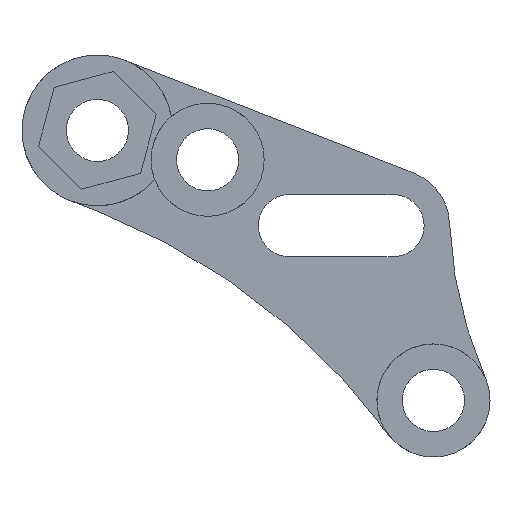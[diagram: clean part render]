
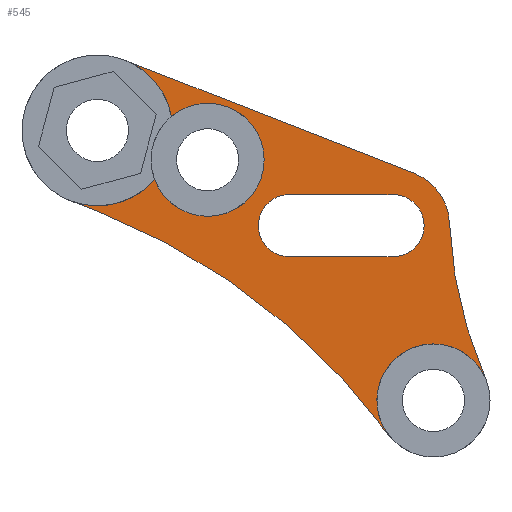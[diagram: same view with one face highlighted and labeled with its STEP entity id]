
A CAD part, left-side view. The second image highlights one B-rep face of the part: STEP entity #545.
In plain terms, the highlighted planar face has unit normal (-1, 0, 0).
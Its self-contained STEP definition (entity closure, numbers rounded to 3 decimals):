
#21=FACE_BOUND('',#94,.T.);
#36=PLANE('',#612);
#58=FACE_OUTER_BOUND('',#93,.T.);
#93=EDGE_LOOP('',(#452,#453,#454,#455,#456,#457,#458,#459,#460,#461));
#94=EDGE_LOOP('',(#462,#463,#464,#465));
#111=LINE('',#817,#156);
#140=LINE('',#924,#185);
#141=LINE('',#932,#186);
#142=LINE('',#936,#187);
#156=VECTOR('',#646,10.);
#185=VECTOR('',#753,10.);
#186=VECTOR('',#760,10.);
#187=VECTOR('',#763,10.);
#200=CIRCLE('',#574,35.);
#202=CIRCLE('',#578,23.);
#205=CIRCLE('',#582,3.);
#223=CIRCLE('',#613,4.);
#224=CIRCLE('',#614,3.);
#225=CIRCLE('',#615,4.);
#226=CIRCLE('',#616,3.);
#227=CIRCLE('',#617,3.);
#228=CIRCLE('',#618,1.65);
#229=CIRCLE('',#619,1.65);
#234=VERTEX_POINT('',#810);
#235=VERTEX_POINT('',#812);
#236=VERTEX_POINT('',#816);
#240=VERTEX_POINT('',#825);
#241=VERTEX_POINT('',#827);
#273=VERTEX_POINT('',#919);
#274=VERTEX_POINT('',#921);
#275=VERTEX_POINT('',#923);
#276=VERTEX_POINT('',#925);
#277=VERTEX_POINT('',#927);
#278=VERTEX_POINT('',#930);
#279=VERTEX_POINT('',#931);
#280=VERTEX_POINT('',#933);
#281=VERTEX_POINT('',#935);
#286=EDGE_CURVE('',#234,#235,#200,.T.);
#288=EDGE_CURVE('',#236,#235,#111,.T.);
#293=EDGE_CURVE('',#241,#240,#202,.F.);
#298=EDGE_CURVE('',#241,#234,#205,.T.);
#339=EDGE_CURVE('',#273,#236,#223,.T.);
#340=EDGE_CURVE('',#240,#274,#224,.T.);
#341=EDGE_CURVE('',#274,#275,#140,.T.);
#342=EDGE_CURVE('',#275,#276,#225,.T.);
#343=EDGE_CURVE('',#276,#277,#226,.T.);
#344=EDGE_CURVE('',#277,#273,#227,.T.);
#345=EDGE_CURVE('',#278,#279,#141,.T.);
#346=EDGE_CURVE('',#279,#280,#228,.T.);
#347=EDGE_CURVE('',#280,#281,#142,.T.);
#348=EDGE_CURVE('',#281,#278,#229,.T.);
#452=ORIENTED_EDGE('',*,*,#339,.T.);
#453=ORIENTED_EDGE('',*,*,#288,.T.);
#454=ORIENTED_EDGE('',*,*,#286,.F.);
#455=ORIENTED_EDGE('',*,*,#298,.F.);
#456=ORIENTED_EDGE('',*,*,#293,.T.);
#457=ORIENTED_EDGE('',*,*,#340,.T.);
#458=ORIENTED_EDGE('',*,*,#341,.T.);
#459=ORIENTED_EDGE('',*,*,#342,.T.);
#460=ORIENTED_EDGE('',*,*,#343,.T.);
#461=ORIENTED_EDGE('',*,*,#344,.T.);
#462=ORIENTED_EDGE('',*,*,#345,.T.);
#463=ORIENTED_EDGE('',*,*,#346,.T.);
#464=ORIENTED_EDGE('',*,*,#347,.T.);
#465=ORIENTED_EDGE('',*,*,#348,.T.);
#545=ADVANCED_FACE('',(#58,#21),#36,.F.);
#574=AXIS2_PLACEMENT_3D('',#813,#641,#642);
#578=AXIS2_PLACEMENT_3D('',#828,#654,#655);
#582=AXIS2_PLACEMENT_3D('',#836,#664,#665);
#612=AXIS2_PLACEMENT_3D('',#918,#747,#748);
#613=AXIS2_PLACEMENT_3D('',#920,#749,#750);
#614=AXIS2_PLACEMENT_3D('',#922,#751,#752);
#615=AXIS2_PLACEMENT_3D('',#926,#754,#755);
#616=AXIS2_PLACEMENT_3D('',#928,#756,#757);
#617=AXIS2_PLACEMENT_3D('',#929,#758,#759);
#618=AXIS2_PLACEMENT_3D('',#934,#761,#762);
#619=AXIS2_PLACEMENT_3D('',#937,#764,#765);
#641=DIRECTION('center_axis',(-1.,0.,0.));
#642=DIRECTION('ref_axis',(0.,0.364,-0.931));
#646=DIRECTION('',(0.,-0.931,-0.364));
#654=DIRECTION('center_axis',(-1.,0.,0.));
#655=DIRECTION('ref_axis',(0.,-0.917,0.4));
#664=DIRECTION('center_axis',(-1.,0.,0.));
#665=DIRECTION('ref_axis',(0.,1.,0.));
#747=DIRECTION('center_axis',(1.,0.,0.));
#748=DIRECTION('ref_axis',(0.,1.,0.));
#749=DIRECTION('center_axis',(1.,0.,0.));
#750=DIRECTION('ref_axis',(0.,1.,0.));
#751=DIRECTION('center_axis',(-1.,0.,0.));
#752=DIRECTION('ref_axis',(0.,-0.364,0.931));
#753=DIRECTION('',(0.,0.931,0.364));
#754=DIRECTION('center_axis',(1.,0.,0.));
#755=DIRECTION('ref_axis',(0.,1.,0.));
#756=DIRECTION('center_axis',(1.,0.,0.));
#757=DIRECTION('ref_axis',(0.,1.,0.));
#758=DIRECTION('center_axis',(1.,0.,0.));
#759=DIRECTION('ref_axis',(0.,1.,0.));
#760=DIRECTION('',(0.,-1.,0.));
#761=DIRECTION('center_axis',(1.,0.,0.));
#762=DIRECTION('ref_axis',(0.,1.,0.));
#763=DIRECTION('',(0.,1.,0.));
#764=DIRECTION('center_axis',(1.,0.,0.));
#765=DIRECTION('ref_axis',(0.,1.,0.));
#810=CARTESIAN_POINT('',(-2.,98.85,94.597));
#812=CARTESIAN_POINT('',(-2.,114.282,106.42));
#813=CARTESIAN_POINT('Origin',(-2.,127.015,73.818));
#816=CARTESIAN_POINT('',(-2.,115.727,106.984));
#817=CARTESIAN_POINT('',(-2.,115.727,106.984));
#825=CARTESIAN_POINT('',(-2.,95.585,105.785));
#827=CARTESIAN_POINT('',(-2.,93.687,97.577));
#828=CARTESIAN_POINT('Origin',(-2.,72.606,106.776));
#836=CARTESIAN_POINT('Origin',(-2.,96.436,96.378));
#918=CARTESIAN_POINT('Origin',(-2.,105.854,104.044));
#919=CARTESIAN_POINT('',(-2.,111.234,108.108));
#920=CARTESIAN_POINT('Origin',(-2.,114.272,110.71));
#921=CARTESIAN_POINT('',(-2.,97.49,108.45));
#922=CARTESIAN_POINT('Origin',(-2.,98.582,105.655));
#923=CARTESIAN_POINT('',(-2.,112.817,114.436));
#924=CARTESIAN_POINT('',(-2.,112.817,114.436));
#925=CARTESIAN_POINT('',(-2.,110.342,111.453));
#926=CARTESIAN_POINT('Origin',(-2.,114.272,110.71));
#927=CARTESIAN_POINT('',(-2.,105.42,109.149));
#928=CARTESIAN_POINT('Origin',(-2.,108.42,109.149));
#929=CARTESIAN_POINT('Origin',(-2.,108.42,109.149));
#930=CARTESIAN_POINT('',(-2.,104.082,107.305));
#931=CARTESIAN_POINT('',(-2.,98.582,107.305));
#932=CARTESIAN_POINT('',(-2.,104.082,107.305));
#933=CARTESIAN_POINT('',(-2.,98.582,104.005));
#934=CARTESIAN_POINT('Origin',(-2.,98.582,105.655));
#935=CARTESIAN_POINT('',(-2.,104.082,104.005));
#936=CARTESIAN_POINT('',(-2.,104.082,104.005));
#937=CARTESIAN_POINT('Origin',(-2.,104.082,105.655));
